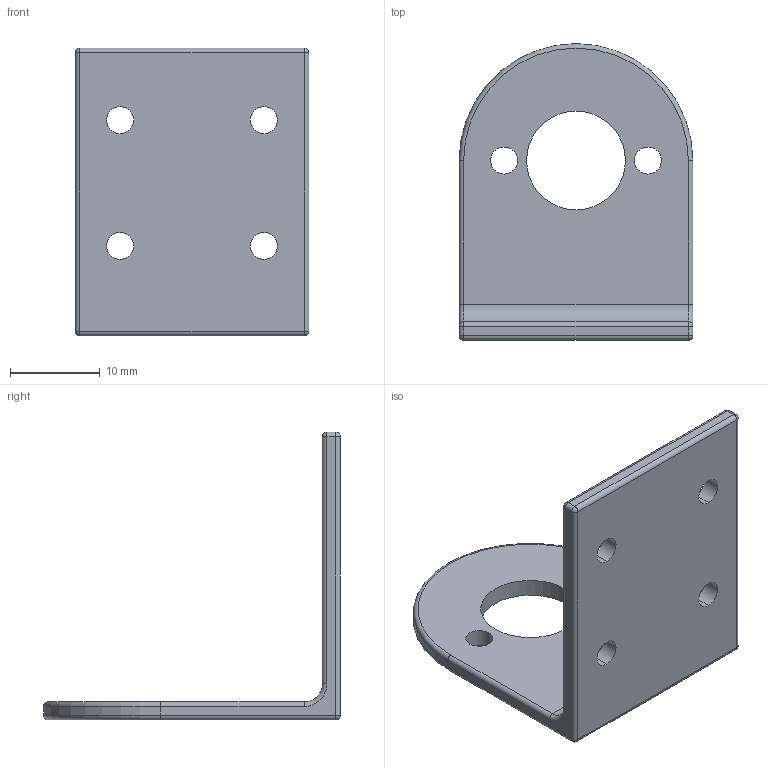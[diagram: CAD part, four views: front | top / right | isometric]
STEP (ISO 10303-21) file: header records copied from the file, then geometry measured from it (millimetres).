
FILE_DESCRIPTION (( 'STEP AP214' ), '1' );
FILE_NAME ('bracket.STEP', '2025-01-25T20:43:09', ( '' ), ( '' ), 'SwSTEP 2.0', 'SolidWorks 2022', '' );
FILE_SCHEMA (( 'AUTOMOTIVE_DESIGN' ));
Length unit declared in the file: millimetre
Products named in the file (1): bracket
Bounding box: 26 x 33 x 32 mm (x, y, z)
Volume: 2859.1 mm3; surface area: 3273.4 mm2
Topology: 1 solids, 1 shells, 46 faces, 112 edges, 62 vertices
Faces by surface type: cylinder 29, plane 7, sphere 6, torus 4
Entity records: 1366 total; most frequent: DIRECTION 262, CARTESIAN_POINT 215, ORIENTED_EDGE 212, AXIS2_PLACEMENT_3D 109, EDGE_CURVE 106, CIRCLE 62, VERTEX_POINT 62, EDGE_LOOP 60
